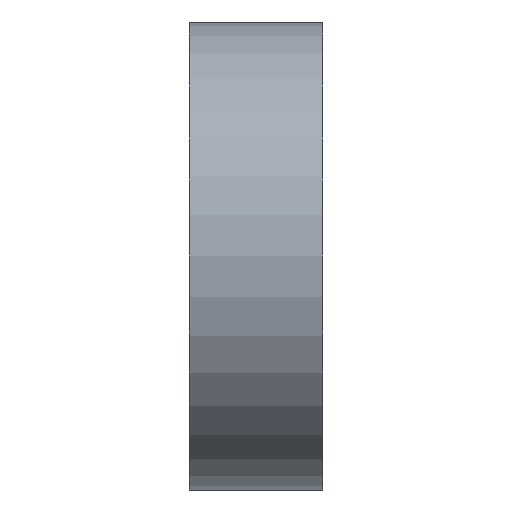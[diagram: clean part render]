
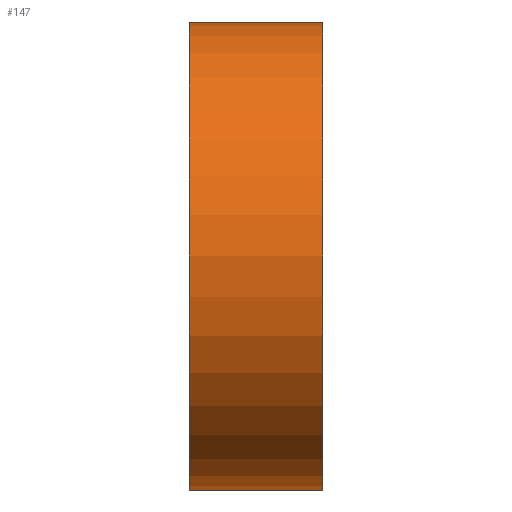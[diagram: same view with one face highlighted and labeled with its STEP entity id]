
A CAD part, left-side view. The second image highlights one B-rep face of the part: STEP entity #147.
In plain terms, the highlighted cylindrical face has radius 7 mm (diameter 14 mm), a partial arc.
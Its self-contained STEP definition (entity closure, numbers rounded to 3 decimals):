
#18=CYLINDRICAL_SURFACE('',#176,7.);
#29=FACE_OUTER_BOUND('',#39,.T.);
#39=EDGE_LOOP('',(#127,#128,#129,#130));
#48=LINE('',#249,#58);
#52=LINE('',#258,#62);
#58=VECTOR('',#206,10.);
#62=VECTOR('',#216,10.);
#63=CIRCLE('',#164,7.);
#70=CIRCLE('',#177,7.);
#71=VERTEX_POINT('',#225);
#72=VERTEX_POINT('',#226);
#80=VERTEX_POINT('',#247);
#82=VERTEX_POINT('',#256);
#83=EDGE_CURVE('',#71,#72,#63,.T.);
#94=EDGE_CURVE('',#80,#71,#48,.T.);
#99=EDGE_CURVE('',#82,#72,#52,.T.);
#100=EDGE_CURVE('',#80,#82,#70,.T.);
#127=ORIENTED_EDGE('',*,*,#100,.T.);
#128=ORIENTED_EDGE('',*,*,#99,.T.);
#129=ORIENTED_EDGE('',*,*,#83,.F.);
#130=ORIENTED_EDGE('',*,*,#94,.F.);
#147=ADVANCED_FACE('',(#29),#18,.T.);
#164=AXIS2_PLACEMENT_3D('',#227,#183,#184);
#176=AXIS2_PLACEMENT_3D('',#259,#217,#218);
#177=AXIS2_PLACEMENT_3D('',#260,#219,#220);
#183=DIRECTION('center_axis',(0.,1.,0.));
#184=DIRECTION('ref_axis',(-1.,0.,0.));
#206=DIRECTION('',(0.,1.,0.));
#216=DIRECTION('',(0.,1.,0.));
#217=DIRECTION('center_axis',(0.,1.,0.));
#218=DIRECTION('ref_axis',(-1.,0.,0.));
#219=DIRECTION('center_axis',(0.,1.,0.));
#220=DIRECTION('ref_axis',(-1.,0.,0.));
#225=CARTESIAN_POINT('',(62.,-146.2,27.5));
#226=CARTESIAN_POINT('',(62.,-146.2,41.5));
#227=CARTESIAN_POINT('Origin',(62.,-146.2,34.5));
#247=CARTESIAN_POINT('',(62.,-150.2,27.5));
#249=CARTESIAN_POINT('',(62.,-150.2,27.5));
#256=CARTESIAN_POINT('',(62.,-150.2,41.5));
#258=CARTESIAN_POINT('',(62.,-150.2,41.5));
#259=CARTESIAN_POINT('Origin',(62.,-150.2,34.5));
#260=CARTESIAN_POINT('Origin',(62.,-150.2,34.5));
